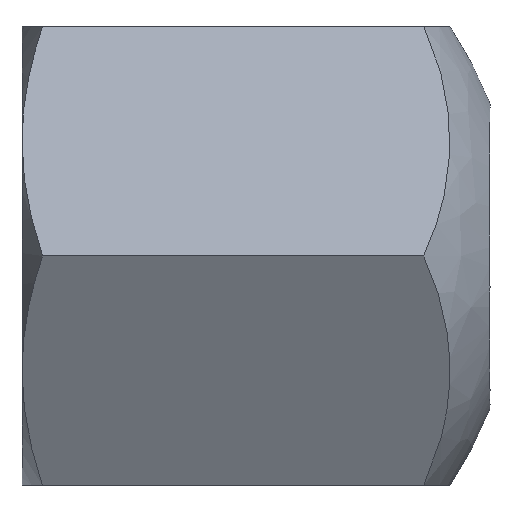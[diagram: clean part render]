
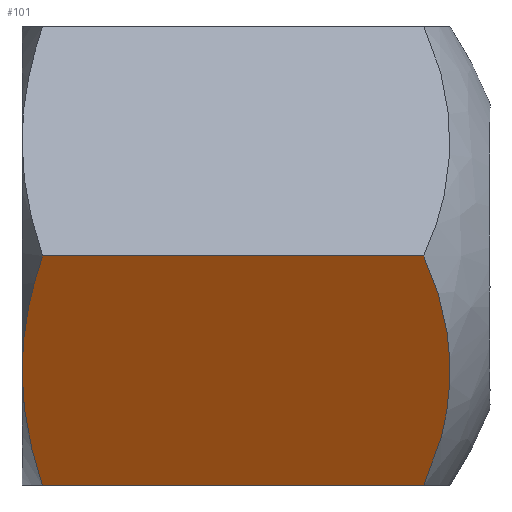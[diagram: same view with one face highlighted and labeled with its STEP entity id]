
A CAD part, left-side view. The second image highlights one B-rep face of the part: STEP entity #101.
In plain terms, the highlighted free-form (B-spline) face has degree [1, 1] with [2, 2] control points.
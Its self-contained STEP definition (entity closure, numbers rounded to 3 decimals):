
#101=ADVANCED_FACE('',(#123),#351,.T.);
#123=FACE_OUTER_BOUND('',#145,.T.);
#145=EDGE_LOOP('',(#175,#176,#177,#178,#179));
#175=ORIENTED_EDGE('',*,*,#270,.T.);
#176=ORIENTED_EDGE('',*,*,#273,.T.);
#177=ORIENTED_EDGE('',*,*,#272,.T.);
#178=ORIENTED_EDGE('',*,*,#268,.F.);
#179=ORIENTED_EDGE('',*,*,#271,.T.);
#268=EDGE_CURVE('',#316,#309,#357,.T.);
#270=EDGE_CURVE('',#317,#318,#831,.T.);
#271=EDGE_CURVE('',#316,#317,#359,.T.);
#272=EDGE_CURVE('',#319,#309,#360,.T.);
#273=EDGE_CURVE('',#318,#319,#361,.T.);
#309=VERTEX_POINT('',#796);
#316=VERTEX_POINT('',#803);
#317=VERTEX_POINT('',#804);
#318=VERTEX_POINT('',#805);
#319=VERTEX_POINT('',#806);
#351=B_SPLINE_SURFACE_WITH_KNOTS('',1,1,((#651,#652),(#653,#654)),.UNSPECIFIED.,
.F.,.F.,.F.,(2,2),(2,2),(0.,18.475),(2.863,
33.298),.UNSPECIFIED.);
#357=B_SPLINE_CURVE_WITH_KNOTS('',3,(#416,#417,#418,#419,#420,#421,#422,
#423,#424,#425,#426,#427,#428,#429),.UNSPECIFIED.,.F.,.F.,(4,2,2,2,2,2,4),
(-1.,-0.5,-0.25,-0.125,-0.063,
-0.031,0.),.UNSPECIFIED.);
#359=B_SPLINE_CURVE_WITH_KNOTS('',1,(#447,#448),.UNSPECIFIED.,.F.,.F.,(2,
2),(0.,26.576),.UNSPECIFIED.);
#360=B_SPLINE_CURVE_WITH_KNOTS('',3,(#449,#450,#451,#452,#453,#454,#455,
#456),.UNSPECIFIED.,.F.,.F.,(4,1,1,1,1,4),(0.,0.2,0.4,
0.6,0.8,1.),.UNSPECIFIED.);
#361=B_SPLINE_CURVE_WITH_KNOTS('',1,(#457,#458),.UNSPECIFIED.,.F.,.F.,(2,
2),(-26.576,0.),.UNSPECIFIED.);
#416=CARTESIAN_POINT('',(-9.238,187.071,-16.));
#417=CARTESIAN_POINT('',(-9.662,187.316,-15.265));
#418=CARTESIAN_POINT('',(-10.12,187.561,-14.472));
#419=CARTESIAN_POINT('',(-10.981,187.926,-12.98));
#420=CARTESIAN_POINT('',(-11.295,188.048,-12.437));
#421=CARTESIAN_POINT('',(-11.894,188.229,-11.399));
#422=CARTESIAN_POINT('',(-12.114,188.289,-11.018));
#423=CARTESIAN_POINT('',(-12.543,188.378,-10.275));
#424=CARTESIAN_POINT('',(-12.7,188.407,-10.002));
#425=CARTESIAN_POINT('',(-13.01,188.449,-9.466));
#426=CARTESIAN_POINT('',(-13.123,188.463,-9.269));
#427=CARTESIAN_POINT('',(-13.42,188.488,-8.755));
#428=CARTESIAN_POINT('',(-13.597,188.5,-8.45));
#429=CARTESIAN_POINT('',(-13.856,188.5,-8.));
#444=CARTESIAN_POINT('',(-9.238,160.495,-16.));
#445=CARTESIAN_POINT('',(-13.856,156.678,-8.));
#446=CARTESIAN_POINT('',(-18.475,160.495,0.));
#447=CARTESIAN_POINT('',(-9.238,187.071,-16.));
#448=CARTESIAN_POINT('',(-9.238,160.495,-16.));
#449=CARTESIAN_POINT('',(-18.475,187.071,0.));
#450=CARTESIAN_POINT('',(-18.145,187.262,-0.573));
#451=CARTESIAN_POINT('',(-17.497,187.604,-1.694));
#452=CARTESIAN_POINT('',(-16.592,187.991,-3.263));
#453=CARTESIAN_POINT('',(-15.682,188.282,-4.839));
#454=CARTESIAN_POINT('',(-14.756,188.462,-6.442));
#455=CARTESIAN_POINT('',(-14.155,188.5,-7.483));
#456=CARTESIAN_POINT('',(-13.856,188.5,-8.));
#457=CARTESIAN_POINT('',(-18.475,160.495,0.));
#458=CARTESIAN_POINT('',(-18.475,187.071,0.));
#651=CARTESIAN_POINT('',(-9.238,158.363,-16.));
#652=CARTESIAN_POINT('',(-9.238,188.798,-16.));
#653=CARTESIAN_POINT('',(-18.475,158.363,0.));
#654=CARTESIAN_POINT('',(-18.475,188.798,0.));
#796=CARTESIAN_POINT('',(-13.856,188.5,-8.));
#803=CARTESIAN_POINT('',(-9.238,187.071,-16.));
#804=CARTESIAN_POINT('',(-9.238,160.495,-16.));
#805=CARTESIAN_POINT('',(-18.475,160.495,0.));
#806=CARTESIAN_POINT('',(-18.475,187.071,0.));
#831=(
BOUNDED_CURVE()
B_SPLINE_CURVE(2,(#444,#445,#446),.UNSPECIFIED.,.F.,.F.)
B_SPLINE_CURVE_WITH_KNOTS((3,3),(-18.957,0.),.UNSPECIFIED.)
CURVE()
GEOMETRIC_REPRESENTATION_ITEM()
RATIONAL_B_SPLINE_CURVE((1.,0.924,1.))
REPRESENTATION_ITEM('')
);
